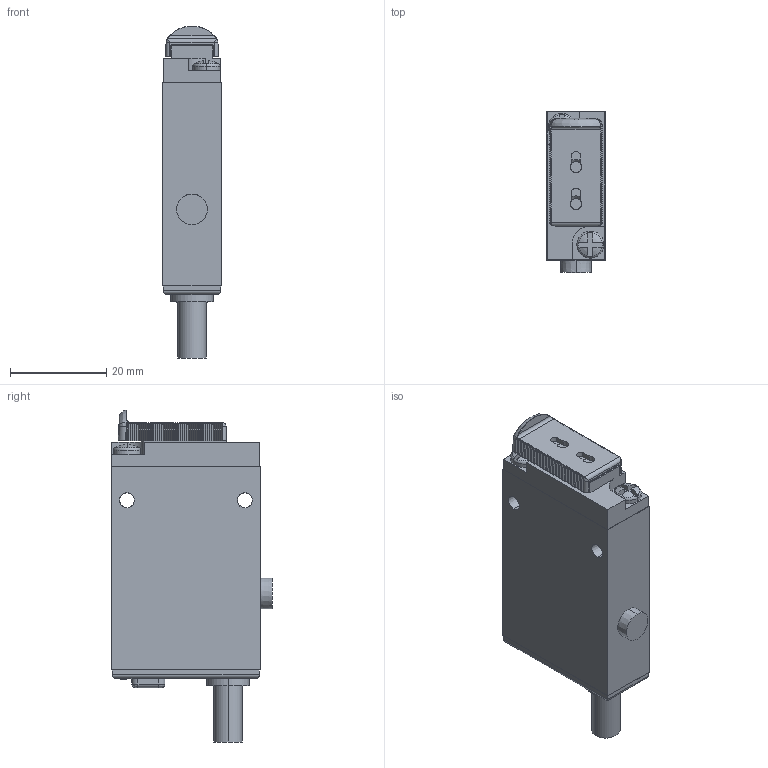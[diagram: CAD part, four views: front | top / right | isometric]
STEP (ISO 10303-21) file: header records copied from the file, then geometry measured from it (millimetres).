
FILE_DESCRIPTION((''),'2;1');
FILE_NAME('154493_SM01_ASM','2025-09-19T15:43:33',('banengservice'),('BANNER ENGINEERING'),'CREO PARAMETRIC BY PTC INC, 2022414','CREO PARAMETRIC BY PTC INC, 2022414','');
FILE_SCHEMA(('CONFIG_CONTROL_DESIGN'));
Products named in the file (3): 154493_EP01; 09460_WEB; 154493_SM01_ASM
Assembly tree (2 placements, depth 2):
  154493_SM01_ASM
    154493_EP01
    09460_WEB
Bounding box: 12.04 x 33.32 x 68.84 mm (x, y, z)
Volume: 19997 mm3; surface area: 7441 mm2
Topology: 2 solids, 2 shells, 578 faces, 1613 edges, 1056 vertices
Faces by surface type: plane 374, cylinder 162, cone 16, sphere 12, bspline 9, torus 5
Entity records: 19143 total; most frequent: CARTESIAN_POINT 4554, ORIENTED_EDGE 3214, DIRECTION 2712, EDGE_CURVE 1607, VECTOR 1188, LINE 1188, VERTEX_POINT 1056, AXIS2_PLACEMENT_3D 762
